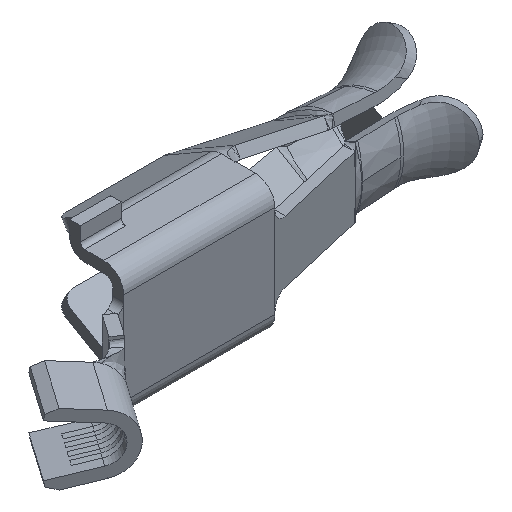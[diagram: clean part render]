
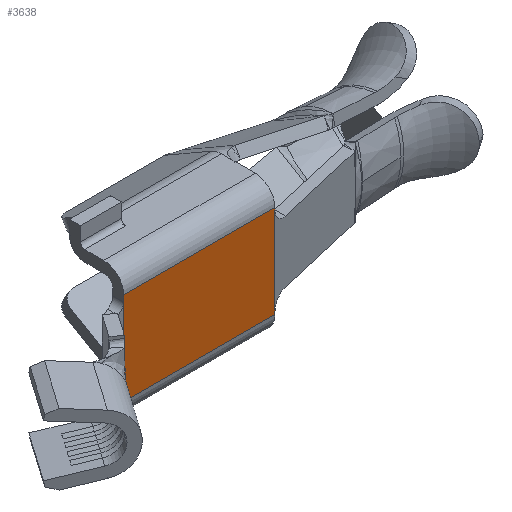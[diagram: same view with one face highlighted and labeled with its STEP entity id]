
A CAD part, isometric view. The second image highlights one B-rep face of the part: STEP entity #3638.
In plain terms, the highlighted planar face has unit normal (0, -1, 0).
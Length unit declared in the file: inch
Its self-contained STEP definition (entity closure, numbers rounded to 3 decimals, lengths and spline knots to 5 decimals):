
#84 = CARTESIAN_POINT ( 'NONE',  ( -0.35425, -0.14684, 0.1 ) ) ;
#284 = VECTOR ( 'NONE', #8518, 39.37008 ) ;
#402 = VERTEX_POINT ( 'NONE', #6329 ) ;
#418 = VECTOR ( 'NONE', #6705, 39.37008 ) ;
#425 = AXIS2_PLACEMENT_3D ( 'NONE', #835, #2423, #7587 ) ;
#540 = LINE ( 'NONE', #1903, #284 ) ;
#646 = DIRECTION ( 'NONE',  ( 0., 0., -1. ) ) ;
#660 = LINE ( 'NONE', #9488, #418 ) ;
#817 = CARTESIAN_POINT ( 'NONE',  ( -0.35425, -0.14684, -0.1 ) ) ;
#835 = CARTESIAN_POINT ( 'NONE',  ( -0.35425, -0.14684, 0.105 ) ) ;
#1068 = EDGE_CURVE ( 'NONE', #5430, #3675, #4054, .T. ) ;
#1385 = DIRECTION ( 'NONE',  ( -1., 0., 0. ) ) ;
#1570 = EDGE_CURVE ( 'NONE', #5430, #4005, #8074, .T. ) ;
#1639 = PLANE ( 'NONE',  #425 ) ;
#1701 = VERTEX_POINT ( 'NONE', #7687 ) ;
#1712 = EDGE_CURVE ( 'NONE', #6988, #1701, #4715, .T. ) ;
#1873 = EDGE_CURVE ( 'NONE', #402, #7643, #5808, .T. ) ;
#1903 = CARTESIAN_POINT ( 'NONE',  ( -0.69725, -0.14684, -0.105 ) ) ;
#1921 = ORIENTED_EDGE ( 'NONE', *, *, #1570, .T. ) ;
#1940 = EDGE_CURVE ( 'NONE', #3675, #6489, #7301, .T. ) ;
#2280 = ORIENTED_EDGE ( 'NONE', *, *, #1712, .F. ) ;
#2423 = DIRECTION ( 'NONE',  ( 0., 1., 0. ) ) ;
#2776 = CARTESIAN_POINT ( 'NONE',  ( -0.35425, -0.14684, -0.105 ) ) ;
#3240 = CARTESIAN_POINT ( 'NONE',  ( -0.69725, -0.14684, -0.075 ) ) ;
#3355 = CARTESIAN_POINT ( 'NONE',  ( -0.35425, -0.14684, 0.105 ) ) ;
#3478 = EDGE_LOOP ( 'NONE', ( #1921, #7210, #2280, #7815, #7771, #4819, #5401, #6674 ) ) ;
#3484 = DIRECTION ( 'NONE',  ( -1., 0., 0. ) ) ;
#3562 = CARTESIAN_POINT ( 'NONE',  ( -0.35425, -0.14684, 0.105 ) ) ;
#3638 = ADVANCED_FACE ( 'NONE', ( #8498 ), #1639, .F. ) ;
#3675 = VERTEX_POINT ( 'NONE', #84 ) ;
#4005 = VERTEX_POINT ( 'NONE', #6898 ) ;
#4054 = LINE ( 'NONE', #3355, #7317 ) ;
#4340 = CARTESIAN_POINT ( 'NONE',  ( -0.35425, -0.14684, 0.105 ) ) ;
#4362 = CARTESIAN_POINT ( 'NONE',  ( -0.35425, -0.14684, 0.105 ) ) ;
#4689 = DIRECTION ( 'NONE',  ( 0., 0., -1. ) ) ;
#4715 = LINE ( 'NONE', #3240, #8618 ) ;
#4819 = ORIENTED_EDGE ( 'NONE', *, *, #5734, .F. ) ;
#5073 = EDGE_CURVE ( 'NONE', #7643, #6988, #660, .T. ) ;
#5177 = CARTESIAN_POINT ( 'NONE',  ( -0.35425, -0.14684, 0.07 ) ) ;
#5313 = EDGE_CURVE ( 'NONE', #1701, #4005, #540, .T. ) ;
#5401 = ORIENTED_EDGE ( 'NONE', *, *, #1940, .F. ) ;
#5405 = VECTOR ( 'NONE', #8715, 39.37008 ) ;
#5430 = VERTEX_POINT ( 'NONE', #3562 ) ;
#5558 = VECTOR ( 'NONE', #646, 39.37008 ) ;
#5734 = EDGE_CURVE ( 'NONE', #6489, #402, #6005, .T. ) ;
#5808 = LINE ( 'NONE', #2776, #7517 ) ;
#6005 = LINE ( 'NONE', #4340, #5405 ) ;
#6172 = CARTESIAN_POINT ( 'NONE',  ( -0.69725, -0.14684, -0.105 ) ) ;
#6174 = VECTOR ( 'NONE', #1385, 39.37008 ) ;
#6329 = CARTESIAN_POINT ( 'NONE',  ( -0.35425, -0.14684, -0.105 ) ) ;
#6489 = VERTEX_POINT ( 'NONE', #817 ) ;
#6674 = ORIENTED_EDGE ( 'NONE', *, *, #1068, .F. ) ;
#6705 = DIRECTION ( 'NONE',  ( 0., 0., 1. ) ) ;
#6898 = CARTESIAN_POINT ( 'NONE',  ( -0.69725, -0.14684, 0.105 ) ) ;
#6988 = VERTEX_POINT ( 'NONE', #9153 ) ;
#7210 = ORIENTED_EDGE ( 'NONE', *, *, #5313, .F. ) ;
#7301 = LINE ( 'NONE', #5177, #5558 ) ;
#7317 = VECTOR ( 'NONE', #4689, 39.37008 ) ;
#7517 = VECTOR ( 'NONE', #3484, 39.37008 ) ;
#7587 = DIRECTION ( 'NONE',  ( 0., 0., 1. ) ) ;
#7643 = VERTEX_POINT ( 'NONE', #6172 ) ;
#7687 = CARTESIAN_POINT ( 'NONE',  ( -0.69725, -0.14684, 0.091 ) ) ;
#7771 = ORIENTED_EDGE ( 'NONE', *, *, #1873, .F. ) ;
#7815 = ORIENTED_EDGE ( 'NONE', *, *, #5073, .F. ) ;
#8074 = LINE ( 'NONE', #4362, #6174 ) ;
#8498 = FACE_OUTER_BOUND ( 'NONE', #3478, .T. ) ;
#8518 = DIRECTION ( 'NONE',  ( 0., 0., 1. ) ) ;
#8618 = VECTOR ( 'NONE', #9091, 39.37008 ) ;
#8715 = DIRECTION ( 'NONE',  ( 0., 0., -1. ) ) ;
#9091 = DIRECTION ( 'NONE',  ( 0., 0., 1. ) ) ;
#9153 = CARTESIAN_POINT ( 'NONE',  ( -0.69725, -0.14684, -0.091 ) ) ;
#9488 = CARTESIAN_POINT ( 'NONE',  ( -0.69725, -0.14684, -0.105 ) ) ;
